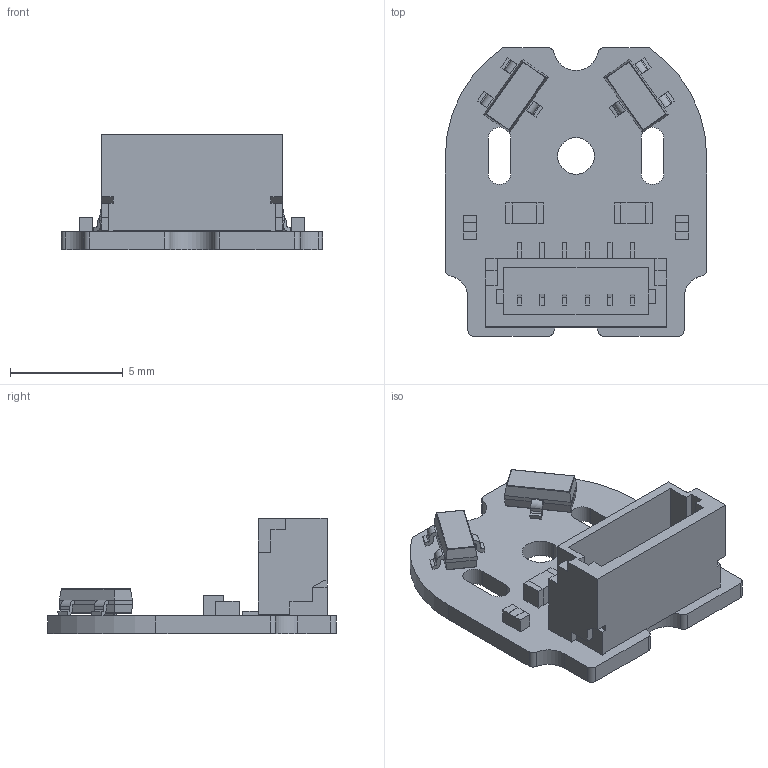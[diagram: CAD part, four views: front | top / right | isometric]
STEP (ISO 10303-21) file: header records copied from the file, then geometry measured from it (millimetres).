
FILE_DESCRIPTION (( 'STEP AP214' ), '1' );
FILE_NAME ('magnetic-encoder-with-top-entry-connector-for-micro-metal-gearmotors.step', '2019-10-22T01:47:59', ( '' ), ( '' ), 'SwSTEP 2.0', 'SolidWorks 2016', '' );
FILE_SCHEMA (( 'AUTOMOTIVE_DESIGN' ));
Length unit declared in the file: millimetre
Products named in the file (1): magnetic-encoder-with-top-entry-connector-for-micro-metal-gearmotors
Bounding box: 11.6 x 12.8 x 5.11 mm (x, y, z)
Volume: 174.3 mm3; surface area: 570.7 mm2
Topology: 1 solids, 1 shells, 661 faces, 1788 edges, 1170 vertices
Faces by surface type: plane 439, bspline 162, cylinder 60
Entity records: 33543 total; most frequent: CARTESIAN_POINT 10694, ORIENTED_EDGE 3576, DIRECTION 2524, EDGE_CURVE 1788, LINE 1348, VECTOR 1348, VERTEX_POINT 1170, EDGE_LOOP 726
